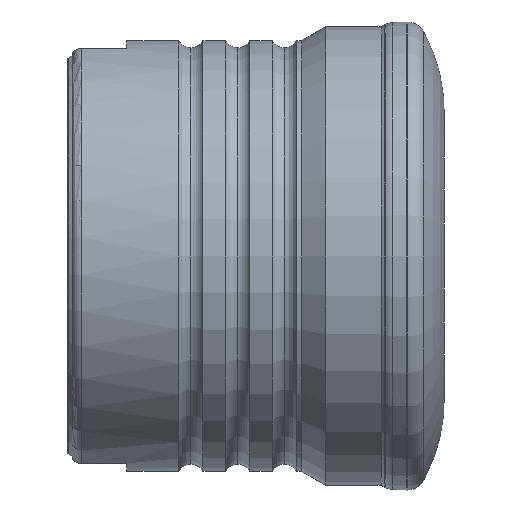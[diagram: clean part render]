
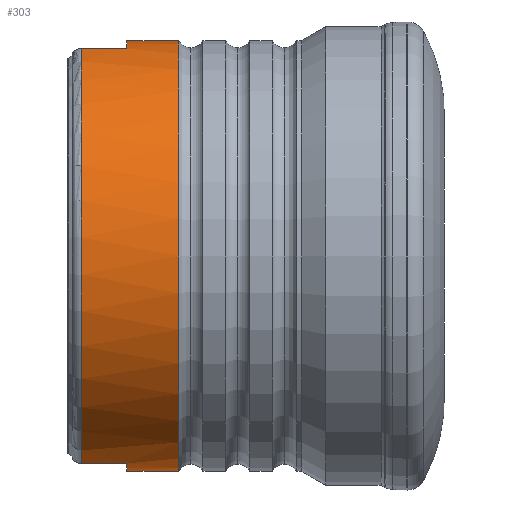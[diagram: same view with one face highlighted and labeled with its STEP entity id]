
A CAD part, front view. The second image highlights one B-rep face of the part: STEP entity #303.
In plain terms, the highlighted cylindrical face has radius 23 mm (diameter 46 mm), a partial arc.
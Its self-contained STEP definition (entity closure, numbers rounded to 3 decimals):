
#11 = EDGE_CURVE ( 'NONE', #2063, #377, #1105, .T. ) ;
#23 = EDGE_CURVE ( 'NONE', #1836, #2063, #1346, .T. ) ;
#29 = EDGE_CURVE ( 'NONE', #374, #377, #1462, .T. ) ;
#62 = EDGE_CURVE ( 'NONE', #394, #1797, #1357, .T. ) ;
#71 = EDGE_CURVE ( 'NONE', #1797, #387, #1381, .T. ) ;
#76 = EDGE_CURVE ( 'NONE', #374, #410, #1374, .T. ) ;
#115 = AXIS2_PLACEMENT_3D ( 'NONE', #1920, #1795, #1820 ) ;
#122 = AXIS2_PLACEMENT_3D ( 'NONE', #1806, #1880, #1818 ) ;
#209 = AXIS2_PLACEMENT_3D ( 'NONE', #2573, #2592, #2579 ) ;
#303 = ADVANCED_FACE ( 'NONE', ( #1685 ), #1047, .T. ) ;
#353 = AXIS2_PLACEMENT_3D ( 'NONE', #973, #984, #985 ) ;
#374 = VERTEX_POINT ( 'NONE', #517 ) ;
#377 = VERTEX_POINT ( 'NONE', #543 ) ;
#387 = VERTEX_POINT ( 'NONE', #577 ) ;
#394 = VERTEX_POINT ( 'NONE', #572 ) ;
#410 = VERTEX_POINT ( 'NONE', #489 ) ;
#420 = CARTESIAN_POINT ( 'NONE',  ( -37.5, -6.156, 22.161 ) ) ;
#489 = CARTESIAN_POINT ( 'NONE',  ( -32.65, -6.156, -22.161 ) ) ;
#517 = CARTESIAN_POINT ( 'NONE',  ( -32.65, 0., -23. ) ) ;
#537 = CARTESIAN_POINT ( 'NONE',  ( -32.65, 0., 23. ) ) ;
#543 = CARTESIAN_POINT ( 'NONE',  ( -27.1, 0., -23. ) ) ;
#572 = CARTESIAN_POINT ( 'NONE',  ( -32.65, -6.156, 22.161 ) ) ;
#577 = CARTESIAN_POINT ( 'NONE',  ( -37.5, -6.156, -22.161 ) ) ;
#772 = CARTESIAN_POINT ( 'NONE',  ( -27.1, 0., 23. ) ) ;
#973 = CARTESIAN_POINT ( 'NONE',  ( -32.65, 0., 0. ) ) ;
#980 = CARTESIAN_POINT ( 'NONE',  ( 0., -6.156, -22.161 ) ) ;
#981 = DIRECTION ( 'NONE',  ( 1., 0., 0. ) ) ;
#984 = DIRECTION ( 'NONE',  ( -1., 0., 0. ) ) ;
#985 = DIRECTION ( 'NONE',  ( 0., 0., -1. ) ) ;
#1047 = CYLINDRICAL_SURFACE ( 'NONE', #209, 23. ) ;
#1105 = CIRCLE ( 'NONE', #2072, 23. ) ;
#1153 = ORIENTED_EDGE ( 'NONE', *, *, #23, .F. ) ;
#1190 = ORIENTED_EDGE ( 'NONE', *, *, #11, .F. ) ;
#1321 = ORIENTED_EDGE ( 'NONE', *, *, #76, .F. ) ;
#1323 = ORIENTED_EDGE ( 'NONE', *, *, #29, .T. ) ;
#1346 = LINE ( 'NONE', #1940, #1508 ) ;
#1357 = LINE ( 'NONE', #1801, #1390 ) ;
#1371 = ORIENTED_EDGE ( 'NONE', *, *, #2519, .T. ) ;
#1374 = CIRCLE ( 'NONE', #122, 23. ) ;
#1381 = CIRCLE ( 'NONE', #115, 23. ) ;
#1390 = VECTOR ( 'NONE', #1772, 1000. ) ;
#1418 = EDGE_LOOP ( 'NONE', ( #1153, #1571, #1630, #1678, #1371, #1321, #1323, #1190 ) ) ;
#1462 = LINE ( 'NONE', #1928, #1469 ) ;
#1469 = VECTOR ( 'NONE', #1919, 1000. ) ;
#1508 = VECTOR ( 'NONE', #1839, 1000. ) ;
#1571 = ORIENTED_EDGE ( 'NONE', *, *, #2520, .F. ) ;
#1630 = ORIENTED_EDGE ( 'NONE', *, *, #62, .T. ) ;
#1678 = ORIENTED_EDGE ( 'NONE', *, *, #71, .T. ) ;
#1685 = FACE_OUTER_BOUND ( 'NONE', #1418, .T. ) ;
#1772 = DIRECTION ( 'NONE',  ( -1., 0., 0. ) ) ;
#1795 = DIRECTION ( 'NONE',  ( 1., 0., 0. ) ) ;
#1797 = VERTEX_POINT ( 'NONE', #420 ) ;
#1801 = CARTESIAN_POINT ( 'NONE',  ( 0., -6.156, 22.161 ) ) ;
#1806 = CARTESIAN_POINT ( 'NONE',  ( -32.65, 0., 0. ) ) ;
#1818 = DIRECTION ( 'NONE',  ( 0., 0., -1. ) ) ;
#1820 = DIRECTION ( 'NONE',  ( 0., 0., -1. ) ) ;
#1836 = VERTEX_POINT ( 'NONE', #537 ) ;
#1839 = DIRECTION ( 'NONE',  ( 1., 0., 0. ) ) ;
#1874 = DIRECTION ( 'NONE',  ( 1., 0., 0. ) ) ;
#1880 = DIRECTION ( 'NONE',  ( -1., 0., 0. ) ) ;
#1890 = CARTESIAN_POINT ( 'NONE',  ( -27.1, 0., 0. ) ) ;
#1903 = DIRECTION ( 'NONE',  ( 0., 0., -1. ) ) ;
#1919 = DIRECTION ( 'NONE',  ( 1., 0., 0. ) ) ;
#1920 = CARTESIAN_POINT ( 'NONE',  ( -37.5, 0., 0. ) ) ;
#1928 = CARTESIAN_POINT ( 'NONE',  ( 0., 0., -23. ) ) ;
#1940 = CARTESIAN_POINT ( 'NONE',  ( 0., 0., 23. ) ) ;
#2063 = VERTEX_POINT ( 'NONE', #772 ) ;
#2072 = AXIS2_PLACEMENT_3D ( 'NONE', #1890, #1874, #1903 ) ;
#2140 = LINE ( 'NONE', #980, #2233 ) ;
#2233 = VECTOR ( 'NONE', #981, 1000. ) ;
#2292 = CIRCLE ( 'NONE', #353, 23. ) ;
#2519 = EDGE_CURVE ( 'NONE', #387, #410, #2140, .T. ) ;
#2520 = EDGE_CURVE ( 'NONE', #394, #1836, #2292, .T. ) ;
#2573 = CARTESIAN_POINT ( 'NONE',  ( 0., 0., 0. ) ) ;
#2579 = DIRECTION ( 'NONE',  ( 0., 0., -1. ) ) ;
#2592 = DIRECTION ( 'NONE',  ( 1., 0., 0. ) ) ;
